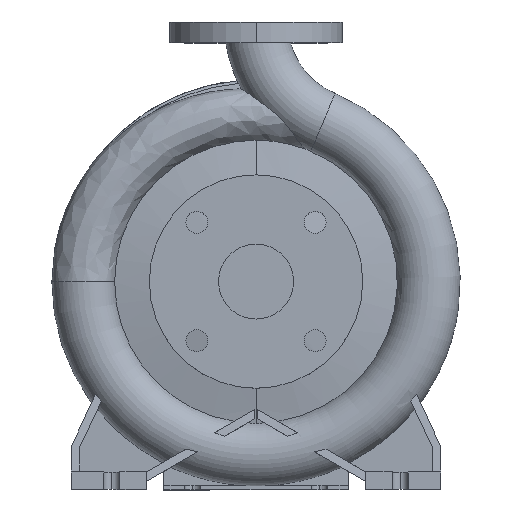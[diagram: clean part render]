
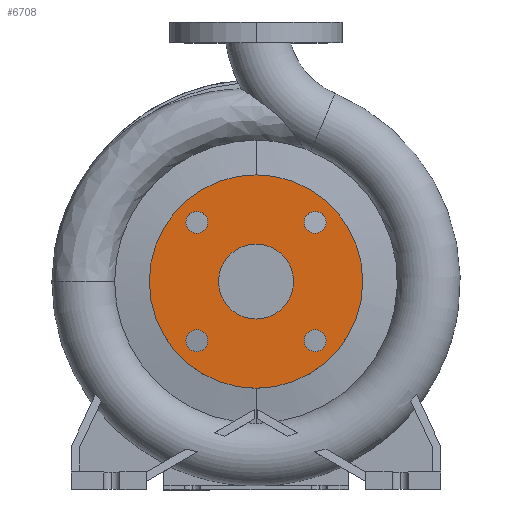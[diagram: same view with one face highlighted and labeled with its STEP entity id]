
A CAD part, top view. The second image highlights one B-rep face of the part: STEP entity #6708.
In plain terms, the highlighted planar face has unit normal (0, 0, 1).
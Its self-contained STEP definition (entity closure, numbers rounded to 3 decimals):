
#4 = AXIS2_PLACEMENT_3D ( 'NONE', #1007, #3103, #5342 ) ;
#30 = VERTEX_POINT ( 'NONE', #5130 ) ;
#57 = EDGE_CURVE ( 'NONE', #3201, #2921, #6550, .T. ) ;
#60 = DIRECTION ( 'NONE',  ( 0., 0., 1. ) ) ;
#100 = CARTESIAN_POINT ( 'NONE',  ( 0., 0., 100. ) ) ;
#109 = CARTESIAN_POINT ( 'NONE',  ( -51.265, 60.765, 100. ) ) ;
#127 = VERTEX_POINT ( 'NONE', #4044 ) ;
#151 = CARTESIAN_POINT ( 'NONE',  ( 51.265, -51.265, 100. ) ) ;
#299 = ORIENTED_EDGE ( 'NONE', *, *, #5782, .T. ) ;
#354 = FACE_BOUND ( 'NONE', #3764, .T. ) ;
#398 = DIRECTION ( 'NONE',  ( 0., -1., 0. ) ) ;
#406 = EDGE_LOOP ( 'NONE', ( #1740, #4038 ) ) ;
#728 = DIRECTION ( 'NONE',  ( 0., -1., 0. ) ) ;
#753 = VERTEX_POINT ( 'NONE', #2867 ) ;
#755 = EDGE_CURVE ( 'NONE', #881, #4377, #5558, .T. ) ;
#770 = AXIS2_PLACEMENT_3D ( 'NONE', #5663, #3541, #398 ) ;
#881 = VERTEX_POINT ( 'NONE', #4468 ) ;
#1007 = CARTESIAN_POINT ( 'NONE',  ( 51.265, 51.265, 100. ) ) ;
#1104 = EDGE_CURVE ( 'NONE', #4738, #30, #4685, .T. ) ;
#1142 = CARTESIAN_POINT ( 'NONE',  ( 0., 0., 100. ) ) ;
#1163 = VERTEX_POINT ( 'NONE', #4766 ) ;
#1197 = CARTESIAN_POINT ( 'NONE',  ( 0., 0., 100. ) ) ;
#1254 = AXIS2_PLACEMENT_3D ( 'NONE', #1142, #6333, #5180 ) ;
#1315 = DIRECTION ( 'NONE',  ( 0., -1., 0. ) ) ;
#1471 = EDGE_CURVE ( 'NONE', #2921, #3201, #5350, .T. ) ;
#1477 = DIRECTION ( 'NONE',  ( 0., 0., -1. ) ) ;
#1508 = CARTESIAN_POINT ( 'NONE',  ( -51.265, 51.265, 100. ) ) ;
#1686 = CIRCLE ( 'NONE', #1254, 32.5 ) ;
#1740 = ORIENTED_EDGE ( 'NONE', *, *, #2576, .F. ) ;
#1766 = AXIS2_PLACEMENT_3D ( 'NONE', #2516, #6093, #5038 ) ;
#1820 = CARTESIAN_POINT ( 'NONE',  ( 0., -32.5, 100. ) ) ;
#1983 = FACE_BOUND ( 'NONE', #4910, .T. ) ;
#1997 = CIRCLE ( 'NONE', #3860, 9.5 ) ;
#2175 = CARTESIAN_POINT ( 'NONE',  ( -51.265, -51.265, 100. ) ) ;
#2373 = DIRECTION ( 'NONE',  ( 0., 0., 1. ) ) ;
#2381 = CARTESIAN_POINT ( 'NONE',  ( -51.265, -60.765, 100. ) ) ;
#2411 = FACE_BOUND ( 'NONE', #406, .T. ) ;
#2434 = CARTESIAN_POINT ( 'NONE',  ( 0., 32.5, 100. ) ) ;
#2447 = DIRECTION ( 'NONE',  ( 0., 1., 0. ) ) ;
#2452 = CIRCLE ( 'NONE', #5695, 92.5 ) ;
#2516 = CARTESIAN_POINT ( 'NONE',  ( 51.265, 51.265, 100. ) ) ;
#2539 = VERTEX_POINT ( 'NONE', #3987 ) ;
#2543 = AXIS2_PLACEMENT_3D ( 'NONE', #100, #6724, #5676 ) ;
#2544 = CIRCLE ( 'NONE', #4714, 32.5 ) ;
#2576 = EDGE_CURVE ( 'NONE', #30, #4738, #5360, .T. ) ;
#2588 = DIRECTION ( 'NONE',  ( 0., -1., 0. ) ) ;
#2808 = EDGE_LOOP ( 'NONE', ( #5990, #6336 ) ) ;
#2815 = ORIENTED_EDGE ( 'NONE', *, *, #4368, .F. ) ;
#2867 = CARTESIAN_POINT ( 'NONE',  ( 0., 92.5, 100. ) ) ;
#2921 = VERTEX_POINT ( 'NONE', #2381 ) ;
#3008 = EDGE_CURVE ( 'NONE', #6125, #4576, #2544, .T. ) ;
#3073 = ORIENTED_EDGE ( 'NONE', *, *, #6649, .F. ) ;
#3103 = DIRECTION ( 'NONE',  ( 0., 0., 1. ) ) ;
#3139 = CARTESIAN_POINT ( 'NONE',  ( 41.765, 51.265, 100. ) ) ;
#3201 = VERTEX_POINT ( 'NONE', #4649 ) ;
#3207 = AXIS2_PLACEMENT_3D ( 'NONE', #151, #2373, #5397 ) ;
#3286 = AXIS2_PLACEMENT_3D ( 'NONE', #3916, #4458, #1315 ) ;
#3305 = AXIS2_PLACEMENT_3D ( 'NONE', #4200, #6276, #4233 ) ;
#3320 = ORIENTED_EDGE ( 'NONE', *, *, #57, .F. ) ;
#3513 = EDGE_LOOP ( 'NONE', ( #299, #5118 ) ) ;
#3516 = EDGE_LOOP ( 'NONE', ( #5125, #2815 ) ) ;
#3541 = DIRECTION ( 'NONE',  ( 0., 0., 1. ) ) ;
#3665 = DIRECTION ( 'NONE',  ( 0., 0., 1. ) ) ;
#3764 = EDGE_LOOP ( 'NONE', ( #4971, #3320 ) ) ;
#3852 = ORIENTED_EDGE ( 'NONE', *, *, #3008, .F. ) ;
#3860 = AXIS2_PLACEMENT_3D ( 'NONE', #1508, #3665, #4761 ) ;
#3871 = AXIS2_PLACEMENT_3D ( 'NONE', #6153, #1477, #2447 ) ;
#3916 = CARTESIAN_POINT ( 'NONE',  ( -51.265, 51.265, 100. ) ) ;
#3987 = CARTESIAN_POINT ( 'NONE',  ( 51.265, -60.765, 100. ) ) ;
#4038 = ORIENTED_EDGE ( 'NONE', *, *, #1104, .F. ) ;
#4040 = DIRECTION ( 'NONE',  ( 0., 0., 1. ) ) ;
#4044 = CARTESIAN_POINT ( 'NONE',  ( 0., -92.5, 100. ) ) ;
#4072 = FACE_OUTER_BOUND ( 'NONE', #3513, .T. ) ;
#4200 = CARTESIAN_POINT ( 'NONE',  ( 51.265, -51.265, 100. ) ) ;
#4233 = DIRECTION ( 'NONE',  ( 0., -1., 0. ) ) ;
#4368 = EDGE_CURVE ( 'NONE', #1163, #2539, #4514, .T. ) ;
#4377 = VERTEX_POINT ( 'NONE', #109 ) ;
#4458 = DIRECTION ( 'NONE',  ( 0., 0., 1. ) ) ;
#4468 = CARTESIAN_POINT ( 'NONE',  ( -51.265, 41.765, 100. ) ) ;
#4514 = CIRCLE ( 'NONE', #3305, 9.5 ) ;
#4576 = VERTEX_POINT ( 'NONE', #2434 ) ;
#4578 = FACE_BOUND ( 'NONE', #2808, .T. ) ;
#4649 = CARTESIAN_POINT ( 'NONE',  ( -51.265, -41.765, 100. ) ) ;
#4685 = CIRCLE ( 'NONE', #4, 9.5 ) ;
#4694 = AXIS2_PLACEMENT_3D ( 'NONE', #2175, #60, #2588 ) ;
#4697 = EDGE_CURVE ( 'NONE', #753, #127, #5900, .T. ) ;
#4714 = AXIS2_PLACEMENT_3D ( 'NONE', #5536, #4040, #6677 ) ;
#4722 = CIRCLE ( 'NONE', #3207, 9.5 ) ;
#4738 = VERTEX_POINT ( 'NONE', #3139 ) ;
#4761 = DIRECTION ( 'NONE',  ( 0., -1., 0. ) ) ;
#4766 = CARTESIAN_POINT ( 'NONE',  ( 51.265, -41.765, 100. ) ) ;
#4910 = EDGE_LOOP ( 'NONE', ( #3852, #3073 ) ) ;
#4971 = ORIENTED_EDGE ( 'NONE', *, *, #1471, .F. ) ;
#5025 = FACE_BOUND ( 'NONE', #3516, .T. ) ;
#5038 = DIRECTION ( 'NONE',  ( 1., 0., 0. ) ) ;
#5118 = ORIENTED_EDGE ( 'NONE', *, *, #4697, .T. ) ;
#5125 = ORIENTED_EDGE ( 'NONE', *, *, #5744, .F. ) ;
#5130 = CARTESIAN_POINT ( 'NONE',  ( 60.765, 51.265, 100. ) ) ;
#5180 = DIRECTION ( 'NONE',  ( 0., -1., 0. ) ) ;
#5342 = DIRECTION ( 'NONE',  ( 1., 0., 0. ) ) ;
#5350 = CIRCLE ( 'NONE', #4694, 9.5 ) ;
#5357 = DIRECTION ( 'NONE',  ( 0., 0., 1. ) ) ;
#5360 = CIRCLE ( 'NONE', #1766, 9.5 ) ;
#5397 = DIRECTION ( 'NONE',  ( 0., -1., 0. ) ) ;
#5496 = EDGE_CURVE ( 'NONE', #4377, #881, #1997, .T. ) ;
#5536 = CARTESIAN_POINT ( 'NONE',  ( 0., 0., 100. ) ) ;
#5558 = CIRCLE ( 'NONE', #3286, 9.5 ) ;
#5630 = PLANE ( 'NONE',  #3871 ) ;
#5663 = CARTESIAN_POINT ( 'NONE',  ( -51.265, -51.265, 100. ) ) ;
#5676 = DIRECTION ( 'NONE',  ( 0., -1., 0. ) ) ;
#5695 = AXIS2_PLACEMENT_3D ( 'NONE', #1197, #5357, #728 ) ;
#5744 = EDGE_CURVE ( 'NONE', #2539, #1163, #4722, .T. ) ;
#5782 = EDGE_CURVE ( 'NONE', #127, #753, #2452, .T. ) ;
#5900 = CIRCLE ( 'NONE', #2543, 92.5 ) ;
#5990 = ORIENTED_EDGE ( 'NONE', *, *, #755, .F. ) ;
#6093 = DIRECTION ( 'NONE',  ( 0., 0., 1. ) ) ;
#6125 = VERTEX_POINT ( 'NONE', #1820 ) ;
#6153 = CARTESIAN_POINT ( 'NONE',  ( 0., 92.5, 100. ) ) ;
#6276 = DIRECTION ( 'NONE',  ( 0., 0., 1. ) ) ;
#6333 = DIRECTION ( 'NONE',  ( 0., 0., 1. ) ) ;
#6336 = ORIENTED_EDGE ( 'NONE', *, *, #5496, .F. ) ;
#6550 = CIRCLE ( 'NONE', #770, 9.5 ) ;
#6649 = EDGE_CURVE ( 'NONE', #4576, #6125, #1686, .T. ) ;
#6677 = DIRECTION ( 'NONE',  ( 0., -1., 0. ) ) ;
#6708 = ADVANCED_FACE ( 'NONE', ( #5025, #4578, #2411, #1983, #4072, #354 ), #5630, .F. ) ;
#6724 = DIRECTION ( 'NONE',  ( 0., 0., 1. ) ) ;
